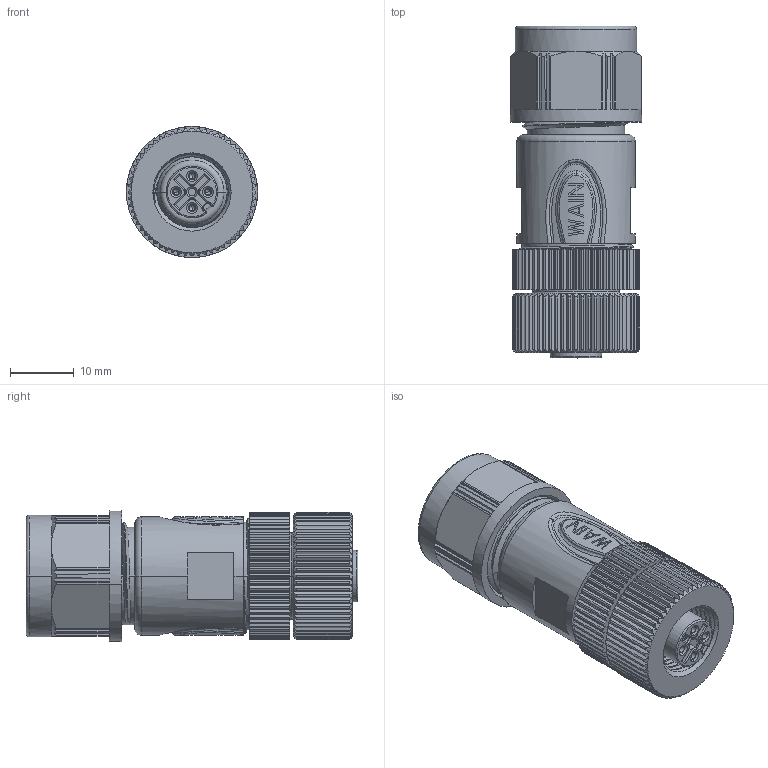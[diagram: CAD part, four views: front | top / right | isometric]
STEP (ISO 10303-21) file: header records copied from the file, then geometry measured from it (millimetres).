
FILE_DESCRIPTION((''),'2;1');
FILE_NAME('3D_1630044213104_M12P-F04A-T-2D','2017-07-13T',('zq.xu'),(''),'PRO/ENGINEER BY PARAMETRIC TECHNOLOGY CORPORATION, 2012480','PRO/ENGINEER BY PARAMETRIC TECHNOLOGY CORPORATION, 2012480','');
FILE_SCHEMA(('AUTOMOTIVE_DESIGN { 1 0 10303 214 1 1 1 1 }'));
Length unit declared in the file: millimetre
Products named in the file (1): 3D_1630044213104_M12P-F04A-T-2D
Bounding box: 20.5 x 51.9 x 20.49 mm (x, y, z)
Volume: 9722.4 mm3; surface area: 12941.5 mm2
Topology: 1 solids, 1 shells, 2193 faces, 6455 edges, 4241 vertices
Faces by surface type: plane 841, cylinder 660, cone 357, bspline 139, extrusion 110, torus 84, sphere 2
Entity records: 103980 total; most frequent: CARTESIAN_POINT 48938, ORIENTED_EDGE 12874, DIRECTION 9713, EDGE_CURVE 6437, VERTEX_POINT 4241, AXIS2_PLACEMENT_3D 3563, VECTOR 2587, LINE 2477
